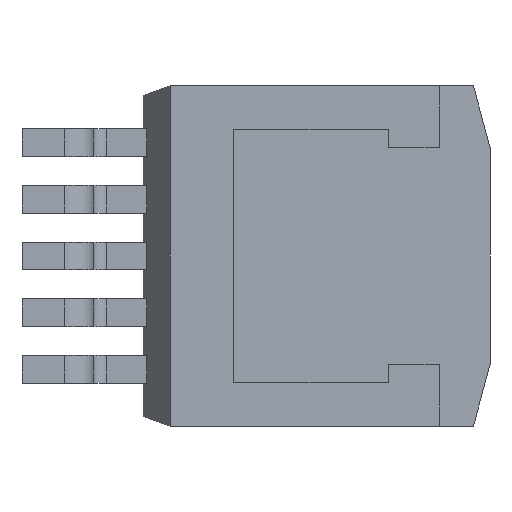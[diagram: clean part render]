
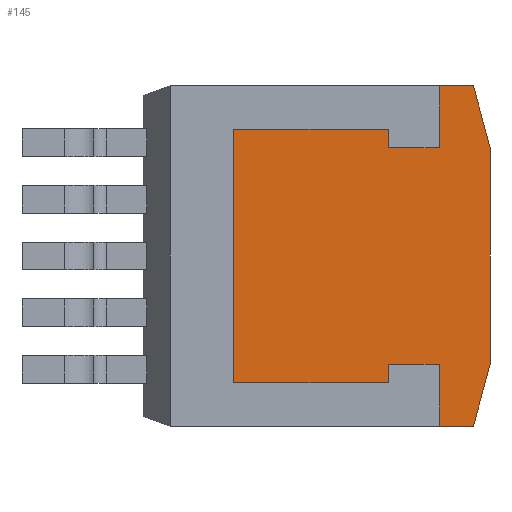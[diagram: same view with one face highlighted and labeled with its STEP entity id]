
A CAD part, front view. The second image highlights one B-rep face of the part: STEP entity #145.
In plain terms, the highlighted planar face has unit normal (0, -1, 0).
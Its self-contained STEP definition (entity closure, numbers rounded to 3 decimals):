
#16 = VECTOR ( 'NONE', #1716, 1000. ) ;
#92 = EDGE_CURVE ( 'NONE', #3170, #2972, #2690, .T. ) ;
#111 = CARTESIAN_POINT ( 'NONE',  ( 3.975, 0., 3.251 ) ) ;
#145 = ADVANCED_FACE ( 'NONE', ( #1629 ), #644, .T. ) ;
#151 = LINE ( 'NONE', #669, #1933 ) ;
#183 = VECTOR ( 'NONE', #3052, 1000. ) ;
#201 = CARTESIAN_POINT ( 'NONE',  ( 3.975, 0., 0. ) ) ;
#210 = DIRECTION ( 'NONE',  ( 0., 0., 1. ) ) ;
#240 = LINE ( 'NONE', #1705, #16 ) ;
#246 = DIRECTION ( 'NONE',  ( 0., 0., -1. ) ) ;
#273 = CARTESIAN_POINT ( 'NONE',  ( 5.499, 0., 5.112 ) ) ;
#349 = EDGE_CURVE ( 'NONE', #608, #3170, #1812, .T. ) ;
#395 = ORIENTED_EDGE ( 'NONE', *, *, #2276, .T. ) ;
#404 = CARTESIAN_POINT ( 'NONE',  ( 7.023, 0., -3.251 ) ) ;
#506 = VECTOR ( 'NONE', #1909, 1000. ) ;
#516 = CARTESIAN_POINT ( 'NONE',  ( -0.673, 0., 3.81 ) ) ;
#527 = ORIENTED_EDGE ( 'NONE', *, *, #3080, .T. ) ;
#547 = EDGE_LOOP ( 'NONE', ( #712, #395, #1448, #1092, #2336, #2501, #2535, #1044, #660, #871, #3001, #527, #1914, #2515 ) ) ;
#603 = LINE ( 'NONE', #273, #1055 ) ;
#608 = VERTEX_POINT ( 'NONE', #2353 ) ;
#627 = DIRECTION ( 'NONE',  ( -1., 0., 0. ) ) ;
#644 = PLANE ( 'NONE',  #1033 ) ;
#646 = VECTOR ( 'NONE', #627, 1000. ) ;
#660 = ORIENTED_EDGE ( 'NONE', *, *, #681, .T. ) ;
#666 = CARTESIAN_POINT ( 'NONE',  ( 0., 0., 0. ) ) ;
#669 = CARTESIAN_POINT ( 'NONE',  ( 6.525, 0., -5.112 ) ) ;
#671 = DIRECTION ( 'NONE',  ( 0., -1., 0. ) ) ;
#678 = DIRECTION ( 'NONE',  ( 0., 0., -1. ) ) ;
#681 = EDGE_CURVE ( 'NONE', #1727, #2455, #2362, .T. ) ;
#712 = ORIENTED_EDGE ( 'NONE', *, *, #3189, .T. ) ;
#756 = CARTESIAN_POINT ( 'NONE',  ( 7.023, 0., 3.251 ) ) ;
#831 = VECTOR ( 'NONE', #2154, 1000. ) ;
#850 = VECTOR ( 'NONE', #1862, 1000. ) ;
#871 = ORIENTED_EDGE ( 'NONE', *, *, #1566, .T. ) ;
#875 = CARTESIAN_POINT ( 'NONE',  ( 3.975, 0., -3.81 ) ) ;
#929 = LINE ( 'NONE', #1743, #850 ) ;
#1025 = VERTEX_POINT ( 'NONE', #111 ) ;
#1033 = AXIS2_PLACEMENT_3D ( 'NONE', #666, #671, #678 ) ;
#1037 = CARTESIAN_POINT ( 'NONE',  ( 3.975, 0., -3.251 ) ) ;
#1044 = ORIENTED_EDGE ( 'NONE', *, *, #2491, .T. ) ;
#1055 = VECTOR ( 'NONE', #246, 1000. ) ;
#1072 = CARTESIAN_POINT ( 'NONE',  ( 5.499, 0., 5.112 ) ) ;
#1092 = ORIENTED_EDGE ( 'NONE', *, *, #92, .T. ) ;
#1152 = CARTESIAN_POINT ( 'NONE',  ( 7.023, 0., -3.251 ) ) ;
#1210 = VECTOR ( 'NONE', #1336, 1000. ) ;
#1234 = CARTESIAN_POINT ( 'NONE',  ( 6.525, 0., -5.112 ) ) ;
#1299 = CARTESIAN_POINT ( 'NONE',  ( 3.975, 0., -3.81 ) ) ;
#1324 = VERTEX_POINT ( 'NONE', #2165 ) ;
#1333 = CARTESIAN_POINT ( 'NONE',  ( 5.499, 0., -5.112 ) ) ;
#1336 = DIRECTION ( 'NONE',  ( 0., 0., -1. ) ) ;
#1337 = CARTESIAN_POINT ( 'NONE',  ( -0.673, 0., 3.81 ) ) ;
#1342 = DIRECTION ( 'NONE',  ( 1., 0., 0. ) ) ;
#1347 = CARTESIAN_POINT ( 'NONE',  ( 5.499, 0., 3.251 ) ) ;
#1373 = EDGE_CURVE ( 'NONE', #1025, #1324, #3031, .T. ) ;
#1378 = EDGE_CURVE ( 'NONE', #1438, #1825, #2873, .T. ) ;
#1426 = LINE ( 'NONE', #516, #1210 ) ;
#1438 = VERTEX_POINT ( 'NONE', #3038 ) ;
#1445 = DIRECTION ( 'NONE',  ( 1., 0., 0. ) ) ;
#1448 = ORIENTED_EDGE ( 'NONE', *, *, #349, .T. ) ;
#1557 = EDGE_CURVE ( 'NONE', #2897, #1025, #240, .T. ) ;
#1566 = EDGE_CURVE ( 'NONE', #2455, #2591, #929, .T. ) ;
#1629 = FACE_OUTER_BOUND ( 'NONE', #547, .T. ) ;
#1672 = LINE ( 'NONE', #2295, #646 ) ;
#1705 = CARTESIAN_POINT ( 'NONE',  ( 5.499, 0., 3.251 ) ) ;
#1716 = DIRECTION ( 'NONE',  ( -1., 0., 0. ) ) ;
#1727 = VERTEX_POINT ( 'NONE', #404 ) ;
#1743 = CARTESIAN_POINT ( 'NONE',  ( 7.023, 0., 3.251 ) ) ;
#1781 = VERTEX_POINT ( 'NONE', #1072 ) ;
#1786 = VECTOR ( 'NONE', #2658, 1000. ) ;
#1812 = LINE ( 'NONE', #1299, #2366 ) ;
#1825 = VERTEX_POINT ( 'NONE', #1333 ) ;
#1862 = DIRECTION ( 'NONE',  ( -0.259, 0., 0.966 ) ) ;
#1909 = DIRECTION ( 'NONE',  ( 0., 0., -1. ) ) ;
#1914 = ORIENTED_EDGE ( 'NONE', *, *, #1557, .T. ) ;
#1917 = LINE ( 'NONE', #2056, #831 ) ;
#1933 = VECTOR ( 'NONE', #1445, 1000. ) ;
#1969 = CARTESIAN_POINT ( 'NONE',  ( 5.499, 0., -5.112 ) ) ;
#2043 = CARTESIAN_POINT ( 'NONE',  ( 3.975, 0., 0. ) ) ;
#2056 = CARTESIAN_POINT ( 'NONE',  ( 3.975, 0., 3.81 ) ) ;
#2057 = VECTOR ( 'NONE', #2399, 1000. ) ;
#2079 = DIRECTION ( 'NONE',  ( 0., 0., 1. ) ) ;
#2154 = DIRECTION ( 'NONE',  ( -1., 0., 0. ) ) ;
#2165 = CARTESIAN_POINT ( 'NONE',  ( 3.975, 0., 3.81 ) ) ;
#2276 = EDGE_CURVE ( 'NONE', #2695, #608, #1426, .T. ) ;
#2295 = CARTESIAN_POINT ( 'NONE',  ( 6.525, 0., 5.112 ) ) ;
#2336 = ORIENTED_EDGE ( 'NONE', *, *, #2726, .T. ) ;
#2341 = EDGE_CURVE ( 'NONE', #1825, #2489, #151, .T. ) ;
#2353 = CARTESIAN_POINT ( 'NONE',  ( -0.673, 0., -3.81 ) ) ;
#2362 = LINE ( 'NONE', #2603, #1786 ) ;
#2366 = VECTOR ( 'NONE', #1342, 1000. ) ;
#2399 = DIRECTION ( 'NONE',  ( 0.259, 0., 0.966 ) ) ;
#2422 = LINE ( 'NONE', #1152, #2057 ) ;
#2455 = VERTEX_POINT ( 'NONE', #756 ) ;
#2489 = VERTEX_POINT ( 'NONE', #1234 ) ;
#2491 = EDGE_CURVE ( 'NONE', #2489, #1727, #2422, .T. ) ;
#2501 = ORIENTED_EDGE ( 'NONE', *, *, #1378, .T. ) ;
#2515 = ORIENTED_EDGE ( 'NONE', *, *, #1373, .T. ) ;
#2535 = ORIENTED_EDGE ( 'NONE', *, *, #2341, .T. ) ;
#2591 = VERTEX_POINT ( 'NONE', #2993 ) ;
#2603 = CARTESIAN_POINT ( 'NONE',  ( 7.023, 0., -3.251 ) ) ;
#2605 = VECTOR ( 'NONE', #210, 1000. ) ;
#2658 = DIRECTION ( 'NONE',  ( 0., 0., 1. ) ) ;
#2690 = LINE ( 'NONE', #201, #2605 ) ;
#2695 = VERTEX_POINT ( 'NONE', #1337 ) ;
#2726 = EDGE_CURVE ( 'NONE', #2972, #1438, #2744, .T. ) ;
#2744 = LINE ( 'NONE', #3106, #183 ) ;
#2873 = LINE ( 'NONE', #1969, #506 ) ;
#2897 = VERTEX_POINT ( 'NONE', #1347 ) ;
#2972 = VERTEX_POINT ( 'NONE', #1037 ) ;
#2993 = CARTESIAN_POINT ( 'NONE',  ( 6.525, 0., 5.112 ) ) ;
#3001 = ORIENTED_EDGE ( 'NONE', *, *, #3174, .T. ) ;
#3031 = LINE ( 'NONE', #2043, #3198 ) ;
#3038 = CARTESIAN_POINT ( 'NONE',  ( 5.499, 0., -3.251 ) ) ;
#3052 = DIRECTION ( 'NONE',  ( 1., 0., 0. ) ) ;
#3080 = EDGE_CURVE ( 'NONE', #1781, #2897, #603, .T. ) ;
#3106 = CARTESIAN_POINT ( 'NONE',  ( 5.499, 0., -3.251 ) ) ;
#3170 = VERTEX_POINT ( 'NONE', #875 ) ;
#3174 = EDGE_CURVE ( 'NONE', #2591, #1781, #1672, .T. ) ;
#3189 = EDGE_CURVE ( 'NONE', #1324, #2695, #1917, .T. ) ;
#3198 = VECTOR ( 'NONE', #2079, 1000. ) ;
